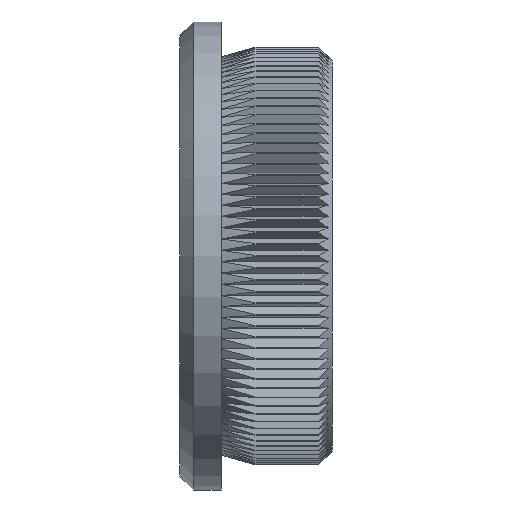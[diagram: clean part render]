
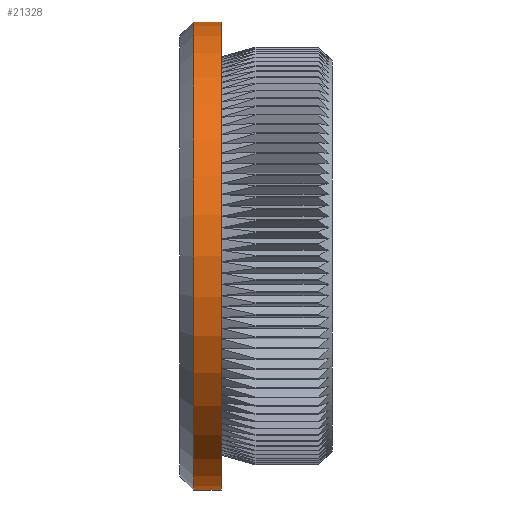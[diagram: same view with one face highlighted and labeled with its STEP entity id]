
A CAD part, left-side view. The second image highlights one B-rep face of the part: STEP entity #21328.
In plain terms, the highlighted cylindrical face has radius 16.85 mm (diameter 33.7 mm), a partial arc.
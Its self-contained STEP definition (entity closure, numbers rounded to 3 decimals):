
#216 = FACE_OUTER_BOUND ( 'NONE', #25483, .T. ) ;
#1349 = DIRECTION ( 'NONE',  ( 0., -1., 0. ) ) ;
#3062 = CARTESIAN_POINT ( 'NONE',  ( 0., 8., 0. ) ) ;
#3138 = CARTESIAN_POINT ( 'NONE',  ( 0., 8., 16.85 ) ) ;
#3396 = ORIENTED_EDGE ( 'NONE', *, *, #20750, .T. ) ;
#3784 = DIRECTION ( 'NONE',  ( 0., 0., -1. ) ) ;
#4099 = CARTESIAN_POINT ( 'NONE',  ( 0., 10., 0. ) ) ;
#4610 = CIRCLE ( 'NONE', #29266, 16.85 ) ;
#7202 = ORIENTED_EDGE ( 'NONE', *, *, #23517, .F. ) ;
#7324 = CARTESIAN_POINT ( 'NONE',  ( 0., 0., 16.85 ) ) ;
#7527 = DIRECTION ( 'NONE',  ( 0., -1., 0. ) ) ;
#7570 = LINE ( 'NONE', #10584, #22924 ) ;
#8187 = DIRECTION ( 'NONE',  ( 0., -1., 0. ) ) ;
#10584 = CARTESIAN_POINT ( 'NONE',  ( 0., 0., -16.85 ) ) ;
#10603 = CARTESIAN_POINT ( 'NONE',  ( 0., 8., -16.85 ) ) ;
#12900 = DIRECTION ( 'NONE',  ( 0., 0., -1. ) ) ;
#13823 = VERTEX_POINT ( 'NONE', #21758 ) ;
#13932 = EDGE_CURVE ( 'NONE', #13823, #21755, #27556, .T. ) ;
#14794 = LINE ( 'NONE', #7324, #22445 ) ;
#15494 = ORIENTED_EDGE ( 'NONE', *, *, #13932, .T. ) ;
#15982 = ORIENTED_EDGE ( 'NONE', *, *, #20993, .F. ) ;
#17697 = VERTEX_POINT ( 'NONE', #10603 ) ;
#20280 = CARTESIAN_POINT ( 'NONE',  ( 0., 10., -16.85 ) ) ;
#20750 = EDGE_CURVE ( 'NONE', #21755, #17697, #7570, .T. ) ;
#20993 = EDGE_CURVE ( 'NONE', #25705, #17697, #4610, .T. ) ;
#21328 = ADVANCED_FACE ( 'NONE', ( #216 ), #29386, .T. ) ;
#21755 = VERTEX_POINT ( 'NONE', #20280 ) ;
#21758 = CARTESIAN_POINT ( 'NONE',  ( 0., 10., 16.85 ) ) ;
#22445 = VECTOR ( 'NONE', #7527, 1000. ) ;
#22924 = VECTOR ( 'NONE', #1349, 1000. ) ;
#23517 = EDGE_CURVE ( 'NONE', #13823, #25705, #14794, .T. ) ;
#24195 = CARTESIAN_POINT ( 'NONE',  ( 0., 0., 0. ) ) ;
#24829 = DIRECTION ( 'NONE',  ( 0., -1., 0. ) ) ;
#24847 = DIRECTION ( 'NONE',  ( 0., 0., 1. ) ) ;
#25483 = EDGE_LOOP ( 'NONE', ( #7202, #15494, #3396, #15982 ) ) ;
#25705 = VERTEX_POINT ( 'NONE', #3138 ) ;
#26102 = AXIS2_PLACEMENT_3D ( 'NONE', #4099, #29926, #24847 ) ;
#27556 = CIRCLE ( 'NONE', #26102, 16.85 ) ;
#29266 = AXIS2_PLACEMENT_3D ( 'NONE', #3062, #24829, #3784 ) ;
#29386 = CYLINDRICAL_SURFACE ( 'NONE', #30106, 16.85 ) ;
#29926 = DIRECTION ( 'NONE',  ( 0., -1., 0. ) ) ;
#30106 = AXIS2_PLACEMENT_3D ( 'NONE', #24195, #8187, #12900 ) ;
